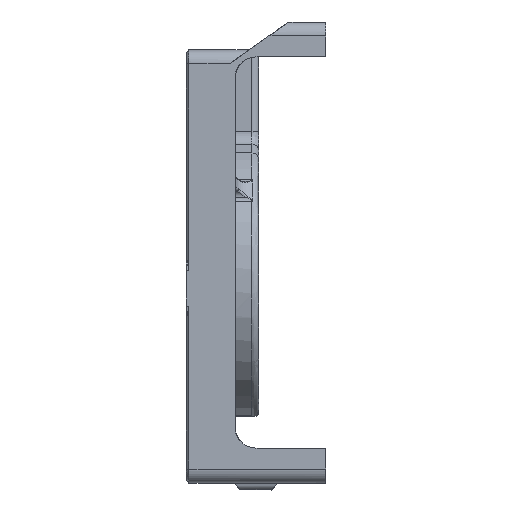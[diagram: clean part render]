
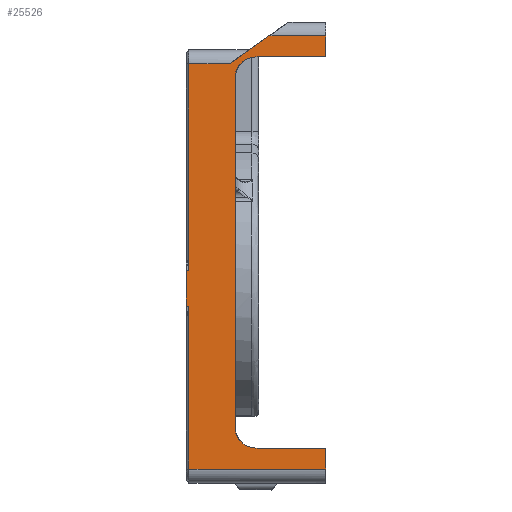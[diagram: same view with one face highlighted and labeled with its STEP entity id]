
A CAD part, left-side view. The second image highlights one B-rep face of the part: STEP entity #25526.
In plain terms, the highlighted planar face has unit normal (-1, 0, 0).
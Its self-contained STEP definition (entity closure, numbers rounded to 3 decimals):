
#168 = ORIENTED_EDGE ( 'NONE', *, *, #6213, .F. ) ;
#343 = CARTESIAN_POINT ( 'NONE',  ( 123.9, -32.5, 118.096 ) ) ;
#617 = DIRECTION ( 'NONE',  ( 0., 0.819, -0.574 ) ) ;
#779 = CARTESIAN_POINT ( 'NONE',  ( 123.9, -38., 119.096 ) ) ;
#1025 = LINE ( 'NONE', #343, #7329 ) ;
#1797 = CARTESIAN_POINT ( 'NONE',  ( 123.9, -28., 119.096 ) ) ;
#1847 = EDGE_CURVE ( 'NONE', #17859, #24536, #17281, .T. ) ;
#1923 = DIRECTION ( 'NONE',  ( 0., 0., 1. ) ) ;
#2008 = EDGE_CURVE ( 'NONE', #21877, #27535, #28900, .T. ) ;
#2101 = CARTESIAN_POINT ( 'NONE',  ( 123.9, -38., 122.096 ) ) ;
#2909 = ORIENTED_EDGE ( 'NONE', *, *, #4295, .F. ) ;
#2957 = ORIENTED_EDGE ( 'NONE', *, *, #17827, .T. ) ;
#3339 = CARTESIAN_POINT ( 'NONE',  ( 123.9, -18.4, 106.754 ) ) ;
#3381 = DIRECTION ( 'NONE',  ( 0., -1., 0. ) ) ;
#3415 = ORIENTED_EDGE ( 'NONE', *, *, #26940, .T. ) ;
#3834 = CARTESIAN_POINT ( 'NONE',  ( 123.9, -38., 63.096 ) ) ;
#4295 = EDGE_CURVE ( 'NONE', #23030, #13738, #7820, .T. ) ;
#4688 = CARTESIAN_POINT ( 'NONE',  ( 123.9, -28., 66.096 ) ) ;
#4868 = ORIENTED_EDGE ( 'NONE', *, *, #22345, .F. ) ;
#5958 = CARTESIAN_POINT ( 'NONE',  ( 123.9, -25., 66.096 ) ) ;
#6041 = LINE ( 'NONE', #27271, #16284 ) ;
#6125 = PLANE ( 'NONE',  #20564 ) ;
#6213 = EDGE_CURVE ( 'NONE', #6223, #30255, #12612, .T. ) ;
#6223 = VERTEX_POINT ( 'NONE', #31044 ) ;
#6381 = DIRECTION ( 'NONE',  ( 0., 0., 1. ) ) ;
#6781 = CARTESIAN_POINT ( 'NONE',  ( 123.9, 36.966, 88.545 ) ) ;
#7311 = CARTESIAN_POINT ( 'NONE',  ( 123.9, -38., 60.096 ) ) ;
#7329 = VECTOR ( 'NONE', #10975, 1000. ) ;
#7414 = DIRECTION ( 'NONE',  ( 0., 0., 1. ) ) ;
#7764 = CARTESIAN_POINT ( 'NONE',  ( 123.9, -28., 116.096 ) ) ;
#7820 = LINE ( 'NONE', #18953, #13544 ) ;
#7841 = VECTOR ( 'NONE', #9398, 1000. ) ;
#8111 = EDGE_CURVE ( 'NONE', #13738, #19011, #23614, .T. ) ;
#8112 = VERTEX_POINT ( 'NONE', #12892 ) ;
#8162 = ORIENTED_EDGE ( 'NONE', *, *, #27700, .T. ) ;
#8540 = DIRECTION ( 'NONE',  ( 0., 0., -1. ) ) ;
#8606 = VECTOR ( 'NONE', #18155, 1000. ) ;
#9346 = VECTOR ( 'NONE', #10839, 1000. ) ;
#9398 = DIRECTION ( 'NONE',  ( 0., -1., 0. ) ) ;
#9941 = ORIENTED_EDGE ( 'NONE', *, *, #33160, .T. ) ;
#10087 = CARTESIAN_POINT ( 'NONE',  ( 123.9, -18., 88.545 ) ) ;
#10099 = DIRECTION ( 'NONE',  ( 0., 0., 1. ) ) ;
#10258 = ORIENTED_EDGE ( 'NONE', *, *, #15322, .T. ) ;
#10455 = ORIENTED_EDGE ( 'NONE', *, *, #13290, .T. ) ;
#10747 = ORIENTED_EDGE ( 'NONE', *, *, #8111, .F. ) ;
#10789 = DIRECTION ( 'NONE',  ( 0., 1., 0. ) ) ;
#10839 = DIRECTION ( 'NONE',  ( 0., 0., 1. ) ) ;
#10975 = DIRECTION ( 'NONE',  ( 0., 1., 0. ) ) ;
#11113 = VECTOR ( 'NONE', #10099, 1000. ) ;
#11257 = EDGE_CURVE ( 'NONE', #21877, #25855, #23293, .T. ) ;
#11511 = VECTOR ( 'NONE', #3381, 1000. ) ;
#11560 = FACE_OUTER_BOUND ( 'NONE', #16628, .T. ) ;
#12388 = CARTESIAN_POINT ( 'NONE',  ( 123.9, -18.4, 83.414 ) ) ;
#12612 = LINE ( 'NONE', #23029, #8606 ) ;
#12892 = CARTESIAN_POINT ( 'NONE',  ( 123.9, -29.856, 122.096 ) ) ;
#13290 = EDGE_CURVE ( 'NONE', #8112, #30525, #32616, .T. ) ;
#13544 = VECTOR ( 'NONE', #13933, 1000. ) ;
#13557 = VERTEX_POINT ( 'NONE', #23023 ) ;
#13738 = VERTEX_POINT ( 'NONE', #5958 ) ;
#13829 = DIRECTION ( 'NONE',  ( 0., 0., -1. ) ) ;
#13933 = DIRECTION ( 'NONE',  ( 0., 0., -1. ) ) ;
#15322 = EDGE_CURVE ( 'NONE', #21706, #13557, #6041, .T. ) ;
#15342 = CARTESIAN_POINT ( 'NONE',  ( 123.9, -38., 119.096 ) ) ;
#15543 = VERTEX_POINT ( 'NONE', #10087 ) ;
#15731 = VECTOR ( 'NONE', #34305, 1000. ) ;
#16284 = VECTOR ( 'NONE', #6381, 1000. ) ;
#16628 = EDGE_LOOP ( 'NONE', ( #4868, #9941, #10258, #3415, #10747, #2909, #18434, #26624, #21962, #2957, #10455, #20735, #168, #22022, #8162, #31396 ) ) ;
#16775 = VECTOR ( 'NONE', #617, 1000. ) ;
#17281 = LINE ( 'NONE', #30493, #17414 ) ;
#17414 = VECTOR ( 'NONE', #25443, 1000. ) ;
#17436 = DIRECTION ( 'NONE',  ( 0., 1., 0. ) ) ;
#17827 = EDGE_CURVE ( 'NONE', #25855, #8112, #23446, .T. ) ;
#17859 = VERTEX_POINT ( 'NONE', #20853 ) ;
#18155 = DIRECTION ( 'NONE',  ( 0., 0., 1. ) ) ;
#18434 = ORIENTED_EDGE ( 'NONE', *, *, #24907, .F. ) ;
#18953 = CARTESIAN_POINT ( 'NONE',  ( 123.9, -25., 74.096 ) ) ;
#19011 = VERTEX_POINT ( 'NONE', #25594 ) ;
#20564 = AXIS2_PLACEMENT_3D ( 'NONE', #3339, #32080, #13829 ) ;
#20735 = ORIENTED_EDGE ( 'NONE', *, *, #28189, .T. ) ;
#20853 = CARTESIAN_POINT ( 'NONE',  ( 123.9, -18., 83.414 ) ) ;
#21619 = CARTESIAN_POINT ( 'NONE',  ( 123.9, -25., 116.096 ) ) ;
#21706 = VERTEX_POINT ( 'NONE', #7311 ) ;
#21877 = VERTEX_POINT ( 'NONE', #779 ) ;
#21954 = AXIS2_PLACEMENT_3D ( 'NONE', #4688, #25429, #1923 ) ;
#21962 = ORIENTED_EDGE ( 'NONE', *, *, #11257, .T. ) ;
#22022 = ORIENTED_EDGE ( 'NONE', *, *, #26026, .F. ) ;
#22254 = LINE ( 'NONE', #6781, #7841 ) ;
#22345 = EDGE_CURVE ( 'NONE', #25826, #24536, #26994, .T. ) ;
#23023 = CARTESIAN_POINT ( 'NONE',  ( 123.9, -38., 63.096 ) ) ;
#23029 = CARTESIAN_POINT ( 'NONE',  ( 123.9, -18.4, 74.596 ) ) ;
#23030 = VERTEX_POINT ( 'NONE', #21619 ) ;
#23293 = LINE ( 'NONE', #33924, #11113 ) ;
#23446 = LINE ( 'NONE', #26426, #28105 ) ;
#23614 = CIRCLE ( 'NONE', #21954, 3. ) ;
#24041 = CARTESIAN_POINT ( 'NONE',  ( 123.9, -18.4, 74.596 ) ) ;
#24536 = VERTEX_POINT ( 'NONE', #12388 ) ;
#24565 = CIRCLE ( 'NONE', #29002, 3. ) ;
#24593 = VECTOR ( 'NONE', #17436, 1000. ) ;
#24656 = CARTESIAN_POINT ( 'NONE',  ( 123.9, -18.4, 118.096 ) ) ;
#24907 = EDGE_CURVE ( 'NONE', #27535, #23030, #24565, .T. ) ;
#25429 = DIRECTION ( 'NONE',  ( -1., 0., 0. ) ) ;
#25443 = DIRECTION ( 'NONE',  ( 0., -1., 0. ) ) ;
#25526 = ADVANCED_FACE ( 'NONE', ( #11560 ), #6125, .T. ) ;
#25594 = CARTESIAN_POINT ( 'NONE',  ( 123.9, -28., 63.096 ) ) ;
#25826 = VERTEX_POINT ( 'NONE', #28375 ) ;
#25855 = VERTEX_POINT ( 'NONE', #2101 ) ;
#26026 = EDGE_CURVE ( 'NONE', #15543, #6223, #22254, .T. ) ;
#26426 = CARTESIAN_POINT ( 'NONE',  ( 123.9, -38., 122.096 ) ) ;
#26624 = ORIENTED_EDGE ( 'NONE', *, *, #2008, .F. ) ;
#26782 = VECTOR ( 'NONE', #8540, 1000. ) ;
#26940 = EDGE_CURVE ( 'NONE', #13557, #19011, #27845, .T. ) ;
#26994 = LINE ( 'NONE', #24041, #9346 ) ;
#27271 = CARTESIAN_POINT ( 'NONE',  ( 123.9, -38., 58.096 ) ) ;
#27535 = VERTEX_POINT ( 'NONE', #1797 ) ;
#27700 = EDGE_CURVE ( 'NONE', #15543, #17859, #32893, .T. ) ;
#27845 = LINE ( 'NONE', #3834, #24593 ) ;
#28105 = VECTOR ( 'NONE', #10789, 1000. ) ;
#28189 = EDGE_CURVE ( 'NONE', #30525, #30255, #1025, .T. ) ;
#28375 = CARTESIAN_POINT ( 'NONE',  ( 123.9, -18.4, 60.096 ) ) ;
#28670 = DIRECTION ( 'NONE',  ( -1., 0., 0. ) ) ;
#28900 = LINE ( 'NONE', #15342, #15731 ) ;
#29002 = AXIS2_PLACEMENT_3D ( 'NONE', #7764, #28670, #7414 ) ;
#30013 = LINE ( 'NONE', #30370, #11511 ) ;
#30255 = VERTEX_POINT ( 'NONE', #24656 ) ;
#30357 = CARTESIAN_POINT ( 'NONE',  ( 123.9, -29.856, 122.096 ) ) ;
#30370 = CARTESIAN_POINT ( 'NONE',  ( 123.9, -38., 60.096 ) ) ;
#30493 = CARTESIAN_POINT ( 'NONE',  ( 123.9, 36.966, 83.414 ) ) ;
#30525 = VERTEX_POINT ( 'NONE', #31062 ) ;
#31044 = CARTESIAN_POINT ( 'NONE',  ( 123.9, -18.4, 88.545 ) ) ;
#31062 = CARTESIAN_POINT ( 'NONE',  ( 123.9, -24.144, 118.096 ) ) ;
#31396 = ORIENTED_EDGE ( 'NONE', *, *, #1847, .T. ) ;
#32080 = DIRECTION ( 'NONE',  ( -1., 0., 0. ) ) ;
#32385 = CARTESIAN_POINT ( 'NONE',  ( 123.9, -18., 88.545 ) ) ;
#32616 = LINE ( 'NONE', #30357, #16775 ) ;
#32893 = LINE ( 'NONE', #32385, #26782 ) ;
#33160 = EDGE_CURVE ( 'NONE', #25826, #21706, #30013, .T. ) ;
#33924 = CARTESIAN_POINT ( 'NONE',  ( 123.9, -38., 58.096 ) ) ;
#34305 = DIRECTION ( 'NONE',  ( 0., 1., 0. ) ) ;
